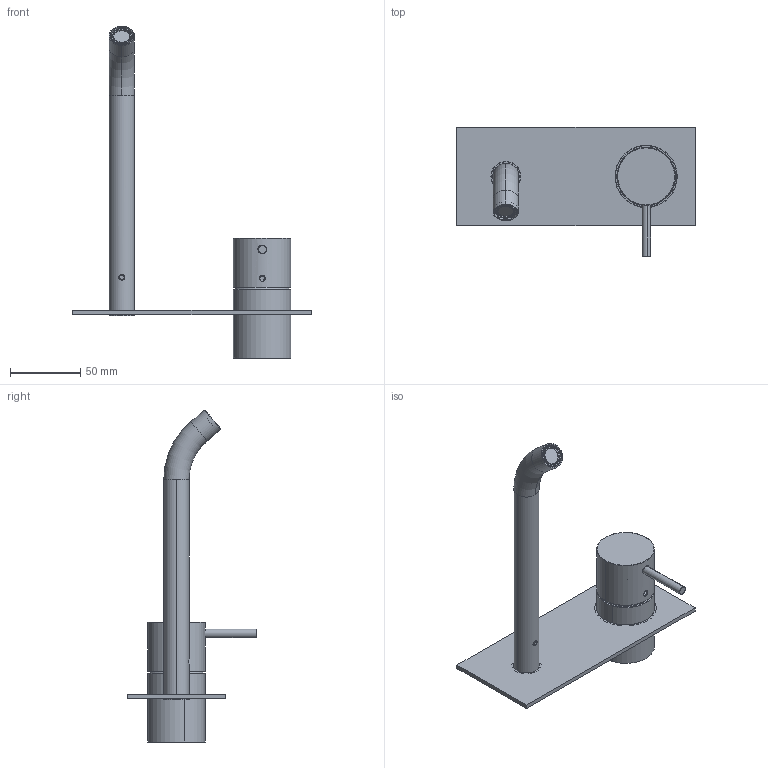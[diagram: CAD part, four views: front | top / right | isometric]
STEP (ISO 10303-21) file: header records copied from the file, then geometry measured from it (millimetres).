
FILE_DESCRIPTION (( 'STEP AP214' ), '1' );
FILE_NAME ('C35.0035 3D.STEP', '2023-01-19T09:55:12', ( '' ), ( '' ), 'SwSTEP 2.0', 'SolidWorks 2022', '' );
FILE_SCHEMA (( 'AUTOMOTIVE_DESIGN' ));
Length unit declared in the file: millimetre
Products named in the file (7): 0044.000.23; ESPELHO_155x70x3MM; 0041.001.00; 0041.007.00; Areador M16.5x1; 0041.003.00; C35.0035 3D
Assembly tree (6 placements, depth 2):
  C35.0035 3D
    0041.001.00
    0041.003.00
    0041.007.00
    Areador M16.5x1
    0044.000.23
    ESPELHO_155x70x3MM
Bounding box: 170 x 92.22 x 236.66 mm (x, y, z)
Volume: 68121.9 mm3; surface area: 75322.1 mm2
Topology: 6 solids, 6 shells, 212 faces, 506 edges, 316 vertices
Faces by surface type: cylinder 82, plane 72, cone 42, torus 14, bspline 2
Entity records: 8262 total; most frequent: CARTESIAN_POINT 2870, DIRECTION 1139, ORIENTED_EDGE 1000, EDGE_CURVE 500, AXIS2_PLACEMENT_3D 465, VERTEX_POINT 316, CIRCLE 246, EDGE_LOOP 242
